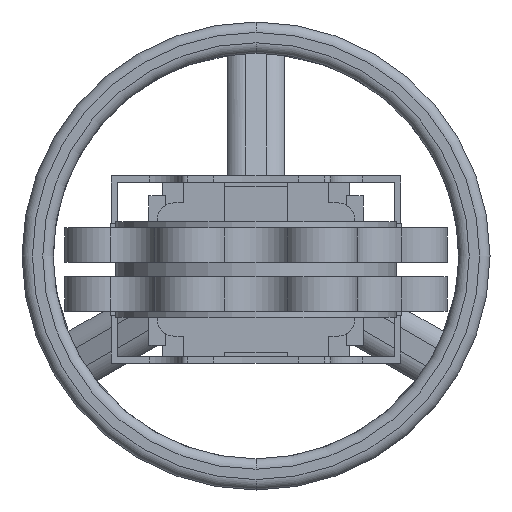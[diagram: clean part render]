
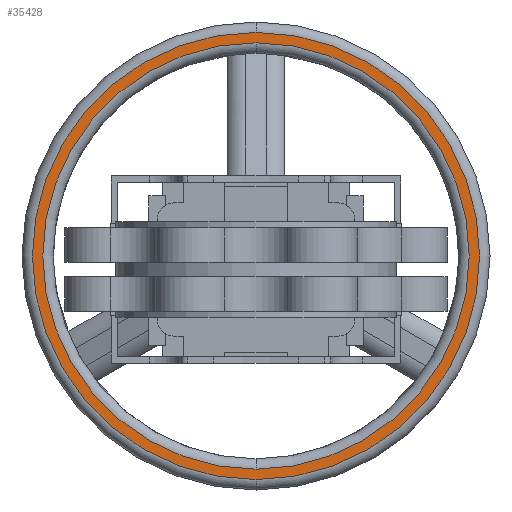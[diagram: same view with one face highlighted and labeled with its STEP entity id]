
A CAD part, front view. The second image highlights one B-rep face of the part: STEP entity #35428.
In plain terms, the highlighted planar face has unit normal (0, -1, 0).
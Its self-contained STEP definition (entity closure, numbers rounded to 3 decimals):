
#10 = DIRECTION ( 'NONE',  ( 0., 0., -1. ) ) ;
#53 = ORIENTED_EDGE ( 'NONE', *, *, #10002, .T. ) ;
#265 = AXIS2_PLACEMENT_3D ( 'NONE', #32583, #4716, #11781 ) ;
#639 = CARTESIAN_POINT ( 'NONE',  ( 0., 336., 110.5 ) ) ;
#1505 = PLANE ( 'NONE',  #265 ) ;
#4256 = VERTEX_POINT ( 'NONE', #26771 ) ;
#4716 = DIRECTION ( 'NONE',  ( 0., -1., 0. ) ) ;
#7003 = AXIS2_PLACEMENT_3D ( 'NONE', #37917, #41839, #20827 ) ;
#7519 = DIRECTION ( 'NONE',  ( 0., 0., -1. ) ) ;
#8274 = DIRECTION ( 'NONE',  ( 0., -1., 0. ) ) ;
#8904 = CARTESIAN_POINT ( 'NONE',  ( 0., 336., 105.5 ) ) ;
#10002 = EDGE_CURVE ( 'NONE', #16295, #29315, #35606, .T. ) ;
#10050 = FACE_BOUND ( 'NONE', #36259, .T. ) ;
#10549 = CIRCLE ( 'NONE', #25820, 107.5 ) ;
#10584 = EDGE_CURVE ( 'NONE', #4256, #42459, #26302, .T. ) ;
#11581 = CARTESIAN_POINT ( 'NONE',  ( 0., 336., 3. ) ) ;
#11724 = DIRECTION ( 'NONE',  ( 0., 0., -1. ) ) ;
#11781 = DIRECTION ( 'NONE',  ( 0., 0., -1. ) ) ;
#15646 = ORIENTED_EDGE ( 'NONE', *, *, #10584, .T. ) ;
#16295 = VERTEX_POINT ( 'NONE', #42842 ) ;
#16535 = AXIS2_PLACEMENT_3D ( 'NONE', #38625, #17745, #7519 ) ;
#16922 = ORIENTED_EDGE ( 'NONE', *, *, #35901, .T. ) ;
#17745 = DIRECTION ( 'NONE',  ( 0., -1., 0. ) ) ;
#18053 = EDGE_CURVE ( 'NONE', #42459, #4256, #25605, .T. ) ;
#20827 = DIRECTION ( 'NONE',  ( 0., 0., -1. ) ) ;
#21378 = AXIS2_PLACEMENT_3D ( 'NONE', #44047, #30213, #10 ) ;
#25605 = CIRCLE ( 'NONE', #21378, 102.5 ) ;
#25820 = AXIS2_PLACEMENT_3D ( 'NONE', #11581, #8274, #11724 ) ;
#26302 = CIRCLE ( 'NONE', #7003, 102.5 ) ;
#26771 = CARTESIAN_POINT ( 'NONE',  ( 0., 336., -99.5 ) ) ;
#29315 = VERTEX_POINT ( 'NONE', #639 ) ;
#30088 = EDGE_LOOP ( 'NONE', ( #53, #16922 ) ) ;
#30213 = DIRECTION ( 'NONE',  ( 0., 1., 0. ) ) ;
#32583 = CARTESIAN_POINT ( 'NONE',  ( 0., 336., 3. ) ) ;
#35428 = ADVANCED_FACE ( 'NONE', ( #10050, #36688 ), #1505, .T. ) ;
#35606 = CIRCLE ( 'NONE', #16535, 107.5 ) ;
#35901 = EDGE_CURVE ( 'NONE', #29315, #16295, #10549, .T. ) ;
#36259 = EDGE_LOOP ( 'NONE', ( #15646, #37159 ) ) ;
#36688 = FACE_OUTER_BOUND ( 'NONE', #30088, .T. ) ;
#37159 = ORIENTED_EDGE ( 'NONE', *, *, #18053, .T. ) ;
#37917 = CARTESIAN_POINT ( 'NONE',  ( 0., 336., 3. ) ) ;
#38625 = CARTESIAN_POINT ( 'NONE',  ( 0., 336., 3. ) ) ;
#41839 = DIRECTION ( 'NONE',  ( 0., 1., 0. ) ) ;
#42459 = VERTEX_POINT ( 'NONE', #8904 ) ;
#42842 = CARTESIAN_POINT ( 'NONE',  ( 0., 336., -104.5 ) ) ;
#44047 = CARTESIAN_POINT ( 'NONE',  ( 0., 336., 3. ) ) ;
